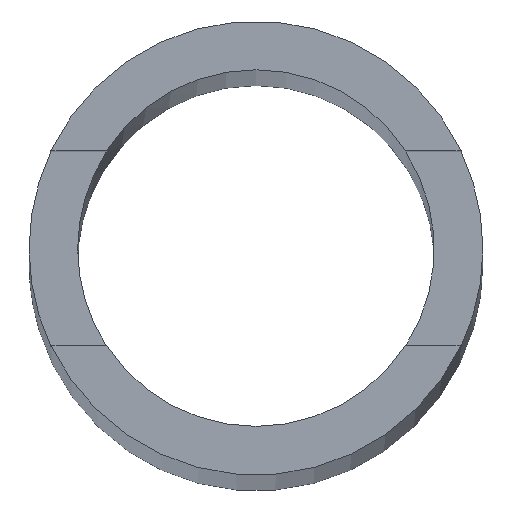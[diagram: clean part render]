
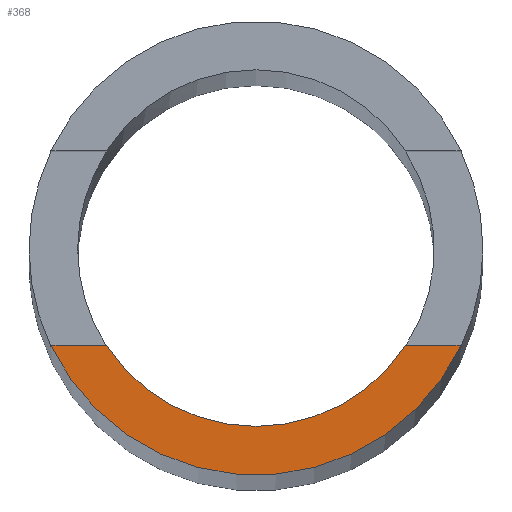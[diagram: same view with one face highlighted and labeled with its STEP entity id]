
A CAD part, top view. The second image highlights one B-rep face of the part: STEP entity #368.
In plain terms, the highlighted planar face has unit normal (0, 0, 1).
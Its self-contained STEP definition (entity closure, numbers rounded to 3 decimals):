
#21=CIRCLE('',#401,7.);
#34=CIRCLE('',#423,5.5);
#50=FACE_OUTER_BOUND('',#68,.T.);
#68=EDGE_LOOP('',(#317,#318,#319,#320));
#99=LINE('',#627,#133);
#105=LINE('',#645,#139);
#133=VECTOR('',#509,1.715);
#139=VECTOR('',#531,1.715);
#155=VERTEX_POINT('',#574);
#156=VERTEX_POINT('',#576);
#172=VERTEX_POINT('',#625);
#176=VERTEX_POINT('',#639);
#192=EDGE_CURVE('',#155,#156,#21,.T.);
#218=EDGE_CURVE('',#172,#156,#99,.T.);
#226=EDGE_CURVE('',#176,#172,#34,.T.);
#229=EDGE_CURVE('',#155,#176,#105,.T.);
#317=ORIENTED_EDGE('',*,*,#192,.F.);
#318=ORIENTED_EDGE('',*,*,#229,.T.);
#319=ORIENTED_EDGE('',*,*,#226,.T.);
#320=ORIENTED_EDGE('',*,*,#218,.T.);
#350=PLANE('',#426);
#368=ADVANCED_FACE('',(#50),#350,.F.);
#401=AXIS2_PLACEMENT_3D('',#577,#458,#459);
#423=AXIS2_PLACEMENT_3D('',#640,#523,#524);
#426=AXIS2_PLACEMENT_3D('',#646,#532,#533);
#458=DIRECTION('center_axis',(0.,0.,-1.));
#459=DIRECTION('ref_axis',(0.904,-0.429,0.));
#509=DIRECTION('',(-1.,0.,0.));
#523=DIRECTION('center_axis',(0.,0.,-1.));
#524=DIRECTION('ref_axis',(0.838,-0.545,0.));
#531=DIRECTION('',(-1.,0.,0.));
#532=DIRECTION('center_axis',(0.,0.,-1.));
#533=DIRECTION('ref_axis',(-1.,0.,0.));
#574=CARTESIAN_POINT('',(6.325,-3.,279.189));
#576=CARTESIAN_POINT('',(-6.325,-3.,279.189));
#577=CARTESIAN_POINT('Origin',(0.,0.,
279.189));
#625=CARTESIAN_POINT('',(-4.61,-3.,279.189));
#627=CARTESIAN_POINT('',(-4.61,-3.,279.189));
#639=CARTESIAN_POINT('',(4.61,-3.,279.189));
#640=CARTESIAN_POINT('Origin',(0.,0.,
279.189));
#645=CARTESIAN_POINT('',(6.325,-3.,279.189));
#646=CARTESIAN_POINT('Origin',(0.,0.,279.189));
